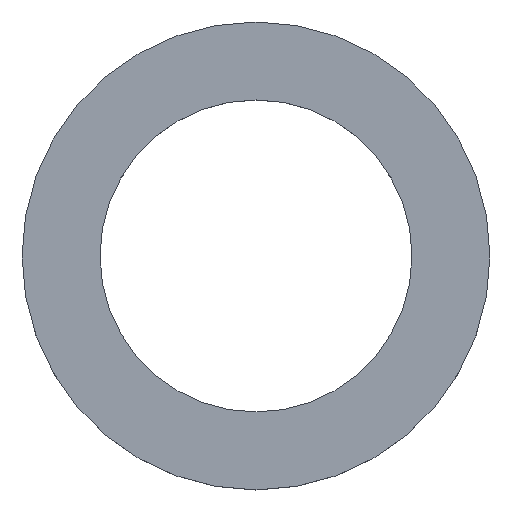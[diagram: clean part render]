
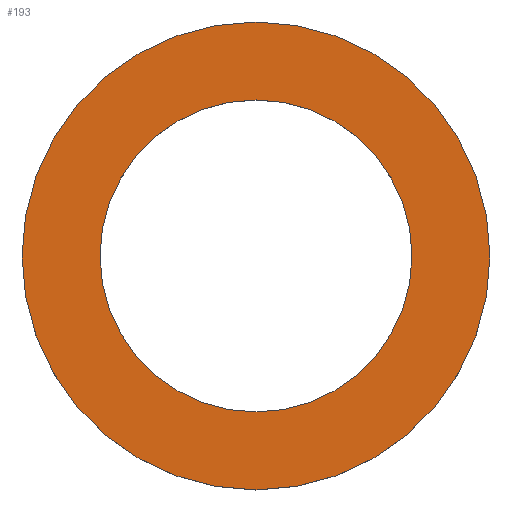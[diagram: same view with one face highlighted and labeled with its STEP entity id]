
A CAD part, top view. The second image highlights one B-rep face of the part: STEP entity #193.
In plain terms, the highlighted planar face has unit normal (0, 0, 1).
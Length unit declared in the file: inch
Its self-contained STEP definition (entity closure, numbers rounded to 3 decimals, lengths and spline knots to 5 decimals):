
#6 = EDGE_LOOP ( 'NONE', ( #74, #164 ) ) ;
#9 = DIRECTION ( 'NONE',  ( 0., 0., 1. ) ) ;
#12 = EDGE_CURVE ( 'NONE', #21, #87, #137, .T. ) ;
#13 = CARTESIAN_POINT ( 'NONE',  ( 0., 0., 0.0625 ) ) ;
#21 = VERTEX_POINT ( 'NONE', #24 ) ;
#24 = CARTESIAN_POINT ( 'NONE',  ( -0.5, 0., 0.0625 ) ) ;
#38 = DIRECTION ( 'NONE',  ( 0., 0., 1. ) ) ;
#40 = ORIENTED_EDGE ( 'NONE', *, *, #154, .T. ) ;
#44 = CARTESIAN_POINT ( 'NONE',  ( 0., 0., 0.0625 ) ) ;
#46 = AXIS2_PLACEMENT_3D ( 'NONE', #167, #90, #245 ) ;
#47 = DIRECTION ( 'NONE',  ( 0., 0., 1. ) ) ;
#63 = ORIENTED_EDGE ( 'NONE', *, *, #183, .T. ) ;
#74 = ORIENTED_EDGE ( 'NONE', *, *, #12, .F. ) ;
#81 = AXIS2_PLACEMENT_3D ( 'NONE', #13, #9, #148 ) ;
#87 = VERTEX_POINT ( 'NONE', #224 ) ;
#89 = DIRECTION ( 'NONE',  ( 1., 0., 0. ) ) ;
#90 = DIRECTION ( 'NONE',  ( 0., 0., 1. ) ) ;
#106 = DIRECTION ( 'NONE',  ( 1., 0., 0. ) ) ;
#124 = AXIS2_PLACEMENT_3D ( 'NONE', #142, #38, #106 ) ;
#132 = CARTESIAN_POINT ( 'NONE',  ( 0., 0., 0.0625 ) ) ;
#137 = CIRCLE ( 'NONE', #124, 0.5 ) ;
#138 = EDGE_CURVE ( 'NONE', #87, #21, #151, .T. ) ;
#142 = CARTESIAN_POINT ( 'NONE',  ( 0., 0., 0.0625 ) ) ;
#143 = CIRCLE ( 'NONE', #81, 0.75 ) ;
#148 = DIRECTION ( 'NONE',  ( 1., 0., 0. ) ) ;
#151 = CIRCLE ( 'NONE', #234, 0.5 ) ;
#154 = EDGE_CURVE ( 'NONE', #186, #179, #221, .T. ) ;
#160 = EDGE_LOOP ( 'NONE', ( #40, #63 ) ) ;
#164 = ORIENTED_EDGE ( 'NONE', *, *, #138, .F. ) ;
#167 = CARTESIAN_POINT ( 'NONE',  ( 0., 0., 0.0625 ) ) ;
#179 = VERTEX_POINT ( 'NONE', #246 ) ;
#183 = EDGE_CURVE ( 'NONE', #179, #186, #143, .T. ) ;
#184 = DIRECTION ( 'NONE',  ( 1., 0., 0. ) ) ;
#185 = AXIS2_PLACEMENT_3D ( 'NONE', #132, #47, #89 ) ;
#186 = VERTEX_POINT ( 'NONE', #209 ) ;
#193 = ADVANCED_FACE ( 'NONE', ( #194, #216 ), #203, .T. ) ;
#194 = FACE_OUTER_BOUND ( 'NONE', #160, .T. ) ;
#203 = PLANE ( 'NONE',  #185 ) ;
#209 = CARTESIAN_POINT ( 'NONE',  ( -0.75, 0., 0.0625 ) ) ;
#216 = FACE_BOUND ( 'NONE', #6, .T. ) ;
#221 = CIRCLE ( 'NONE', #46, 0.75 ) ;
#224 = CARTESIAN_POINT ( 'NONE',  ( 0.5, 0., 0.0625 ) ) ;
#226 = DIRECTION ( 'NONE',  ( 0., 0., 1. ) ) ;
#234 = AXIS2_PLACEMENT_3D ( 'NONE', #44, #226, #184 ) ;
#245 = DIRECTION ( 'NONE',  ( 1., 0., 0. ) ) ;
#246 = CARTESIAN_POINT ( 'NONE',  ( 0.75, 0., 0.0625 ) ) ;
